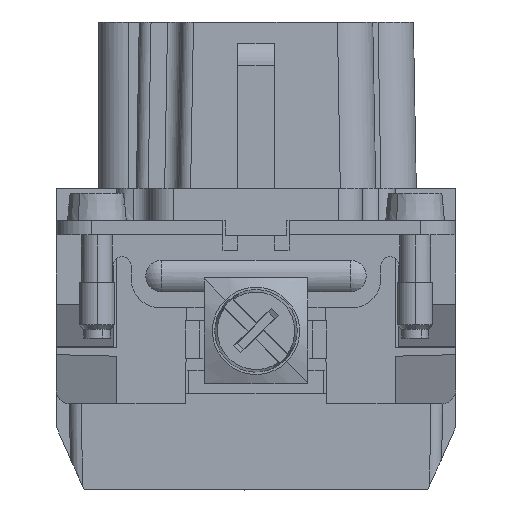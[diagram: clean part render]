
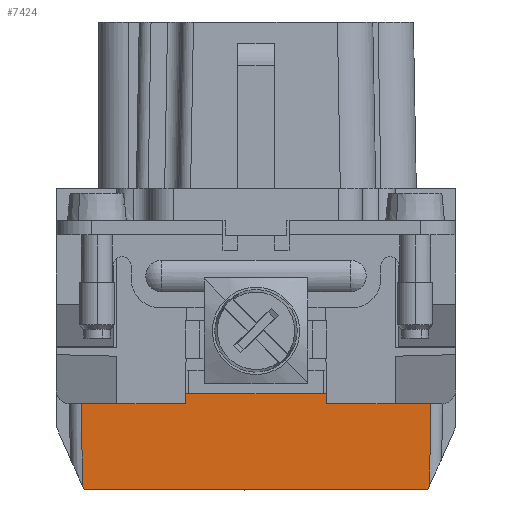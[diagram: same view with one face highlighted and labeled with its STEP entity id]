
A CAD part, front view. The second image highlights one B-rep face of the part: STEP entity #7424.
In plain terms, the highlighted planar face has unit normal (0, -1, -0.009).
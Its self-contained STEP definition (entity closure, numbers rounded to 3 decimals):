
#7395=AXIS2_PLACEMENT_3D('Plane Axis2P3D',#7392,#7393,#7394) ;
#152=CARTESIAN_POINT('Vertex',(31.518,13.096,0.)) ;
#352=CARTESIAN_POINT('Vertex',(31.665,13.093,0.329)) ;
#355=CARTESIAN_POINT('Line Origine',(31.592,13.094,0.165)) ;
#855=CARTESIAN_POINT('Line Origine',(16.952,13.096,0.)) ;
#859=CARTESIAN_POINT('Vertex',(2.385,13.096,0.)) ;
#7376=CARTESIAN_POINT('Vertex',(31.807,13.022,8.45)) ;
#7379=CARTESIAN_POINT('Line Origine',(28.053,14.899,-206.612)) ;
#7392=CARTESIAN_POINT('Axis2P3D Location',(-118.397,13.022,8.45)) ;
#7397=CARTESIAN_POINT('Line Origine',(2.172,13.057,4.384)) ;
#7401=CARTESIAN_POINT('Vertex',(2.243,13.093,0.317)) ;
#7403=CARTESIAN_POINT('Vertex',(2.102,13.022,8.45)) ;
#7406=CARTESIAN_POINT('Line Origine',(2.314,13.094,0.159)) ;
#7411=CARTESIAN_POINT('Line Origine',(16.954,13.022,8.45)) ;
#356=DIRECTION('Vector Direction',(-0.407,0.008,-0.914)) ;
#856=DIRECTION('Vector Direction',(1.,0.,0.)) ;
#7380=DIRECTION('Vector Direction',(-0.017,0.009,-1.)) ;
#7393=DIRECTION('Axis2P3D Direction',(0.,-1.,-0.009)) ;
#7394=DIRECTION('Axis2P3D XDirection',(0.,-0.009,1.)) ;
#7398=DIRECTION('Vector Direction',(-0.017,-0.009,1.)) ;
#7407=DIRECTION('Vector Direction',(-0.407,-0.008,0.914)) ;
#7412=DIRECTION('Vector Direction',(-1.,0.,0.)) ;
#357=VECTOR('Line Direction',#356,1.) ;
#857=VECTOR('Line Direction',#856,1.) ;
#7381=VECTOR('Line Direction',#7380,1.) ;
#7399=VECTOR('Line Direction',#7398,1.) ;
#7408=VECTOR('Line Direction',#7407,1.) ;
#7413=VECTOR('Line Direction',#7412,1.) ;
#7417=ORIENTED_EDGE('',*,*,#7405,.F.) ;
#7418=ORIENTED_EDGE('',*,*,#7410,.F.) ;
#7419=ORIENTED_EDGE('',*,*,#861,.T.) ;
#7420=ORIENTED_EDGE('',*,*,#359,.F.) ;
#7421=ORIENTED_EDGE('',*,*,#7383,.F.) ;
#7422=ORIENTED_EDGE('',*,*,#7415,.T.) ;
#7424=ADVANCED_FACE('Hauptkoerper',(#7423),#7396,.T.) ;
#359=EDGE_CURVE('',#353,#153,#358,.T.) ;
#861=EDGE_CURVE('',#860,#153,#858,.T.) ;
#7383=EDGE_CURVE('',#7377,#353,#7382,.T.) ;
#7405=EDGE_CURVE('',#7402,#7404,#7400,.T.) ;
#7410=EDGE_CURVE('',#860,#7402,#7409,.T.) ;
#7415=EDGE_CURVE('',#7377,#7404,#7414,.T.) ;
#7416=EDGE_LOOP('',(#7417,#7418,#7419,#7420,#7421,#7422)) ;
#7423=FACE_OUTER_BOUND('',#7416,.T.) ;
#358=LINE('Line',#355,#357) ;
#858=LINE('Line',#855,#857) ;
#7382=LINE('Line',#7379,#7381) ;
#7400=LINE('Line',#7397,#7399) ;
#7409=LINE('Line',#7406,#7408) ;
#7414=LINE('Line',#7411,#7413) ;
#7396=PLANE('',#7395) ;
#153=VERTEX_POINT('',#152) ;
#353=VERTEX_POINT('',#352) ;
#860=VERTEX_POINT('',#859) ;
#7377=VERTEX_POINT('',#7376) ;
#7402=VERTEX_POINT('',#7401) ;
#7404=VERTEX_POINT('',#7403) ;
